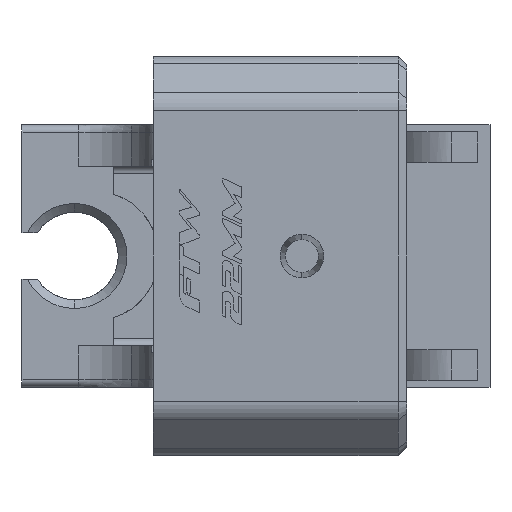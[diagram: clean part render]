
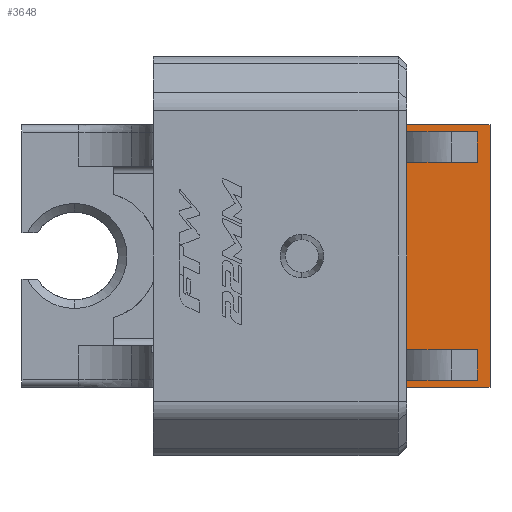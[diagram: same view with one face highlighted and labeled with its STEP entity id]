
A CAD part, left-side view. The second image highlights one B-rep face of the part: STEP entity #3648.
In plain terms, the highlighted planar face has unit normal (-1, 0, 0).
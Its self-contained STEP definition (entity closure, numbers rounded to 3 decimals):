
#450 = EDGE_CURVE ( 'NONE', #15174, #18793, #12591, .T. ) ;
#451 = VERTEX_POINT ( 'NONE', #6728 ) ;
#692 = VECTOR ( 'NONE', #24734, 1000. ) ;
#694 = VECTOR ( 'NONE', #18718, 1000. ) ;
#1021 = DIRECTION ( 'NONE',  ( 0., 0., 1. ) ) ;
#3003 = CARTESIAN_POINT ( 'NONE',  ( 7.5, -10.043, 10.7 ) ) ;
#3595 = EDGE_CURVE ( 'NONE', #451, #6211, #35445, .T. ) ;
#3648 = ADVANCED_FACE ( 'NONE', ( #4442 ), #12544, .T. ) ;
#4097 = EDGE_CURVE ( 'NONE', #33578, #7115, #9326, .T. ) ;
#4131 = CARTESIAN_POINT ( 'NONE',  ( 7.5, -10.043, 0. ) ) ;
#4247 = DIRECTION ( 'NONE',  ( 0., 0., 1. ) ) ;
#4442 = FACE_OUTER_BOUND ( 'NONE', #36581, .T. ) ;
#4833 = ORIENTED_EDGE ( 'NONE', *, *, #23284, .F. ) ;
#4990 = VECTOR ( 'NONE', #20335, 1000. ) ;
#5155 = VERTEX_POINT ( 'NONE', #12947 ) ;
#5513 = CARTESIAN_POINT ( 'NONE',  ( 7.5, -41.626, 15. ) ) ;
#5947 = CARTESIAN_POINT ( 'NONE',  ( 7.5, -11.5, 15. ) ) ;
#6041 = ORIENTED_EDGE ( 'NONE', *, *, #23971, .T. ) ;
#6116 = VERTEX_POINT ( 'NONE', #19597 ) ;
#6211 = VERTEX_POINT ( 'NONE', #5947 ) ;
#6479 = DIRECTION ( 'NONE',  ( 0., -1., 0. ) ) ;
#6728 = CARTESIAN_POINT ( 'NONE',  ( 7.5, -11.5, -15. ) ) ;
#6907 = DIRECTION ( 'NONE',  ( 0., -1., 0. ) ) ;
#7115 = VERTEX_POINT ( 'NONE', #3003 ) ;
#8021 = CARTESIAN_POINT ( 'NONE',  ( 7.5, -2., 0. ) ) ;
#8198 = LINE ( 'NONE', #8021, #9087 ) ;
#8232 = EDGE_CURVE ( 'NONE', #6211, #15724, #31431, .T. ) ;
#8243 = CARTESIAN_POINT ( 'NONE',  ( 7.5, -2., -14.2 ) ) ;
#8787 = CARTESIAN_POINT ( 'NONE',  ( 7.5, -41.626, -15. ) ) ;
#8796 = LINE ( 'NONE', #29228, #4990 ) ;
#9087 = VECTOR ( 'NONE', #27885, 1000. ) ;
#9326 = LINE ( 'NONE', #31848, #14245 ) ;
#9366 = ORIENTED_EDGE ( 'NONE', *, *, #32349, .F. ) ;
#9715 = CARTESIAN_POINT ( 'NONE',  ( 7.5, -2., 0. ) ) ;
#9859 = VECTOR ( 'NONE', #11564, 1000. ) ;
#10372 = EDGE_CURVE ( 'NONE', #18793, #15724, #12365, .T. ) ;
#10583 = EDGE_CURVE ( 'NONE', #6116, #12481, #37313, .T. ) ;
#11387 = CARTESIAN_POINT ( 'NONE',  ( 7.5, -2., 0. ) ) ;
#11564 = DIRECTION ( 'NONE',  ( 0., 1., 0. ) ) ;
#12177 = DIRECTION ( 'NONE',  ( -1., 0., 0. ) ) ;
#12365 = LINE ( 'NONE', #9715, #19368 ) ;
#12481 = VERTEX_POINT ( 'NONE', #8243 ) ;
#12544 = PLANE ( 'NONE',  #32366 ) ;
#12591 = LINE ( 'NONE', #17710, #29950 ) ;
#12705 = ORIENTED_EDGE ( 'NONE', *, *, #4097, .F. ) ;
#12941 = CARTESIAN_POINT ( 'NONE',  ( 7.5, -11.5, 0. ) ) ;
#12947 = CARTESIAN_POINT ( 'NONE',  ( 7.5, -10.043, -14.2 ) ) ;
#14245 = VECTOR ( 'NONE', #6479, 1000. ) ;
#14432 = ORIENTED_EDGE ( 'NONE', *, *, #33905, .F. ) ;
#14782 = DIRECTION ( 'NONE',  ( 0., 0., 1. ) ) ;
#15014 = EDGE_CURVE ( 'NONE', #451, #6116, #35456, .T. ) ;
#15174 = VERTEX_POINT ( 'NONE', #32814 ) ;
#15311 = CARTESIAN_POINT ( 'NONE',  ( 7.5, -2., -10.7 ) ) ;
#15572 = DIRECTION ( 'NONE',  ( 0., 0., 1. ) ) ;
#15710 = VECTOR ( 'NONE', #4247, 1000. ) ;
#15724 = VERTEX_POINT ( 'NONE', #35136 ) ;
#16419 = VECTOR ( 'NONE', #6907, 1000. ) ;
#17710 = CARTESIAN_POINT ( 'NONE',  ( 7.5, -41.626, 14.2 ) ) ;
#18148 = CARTESIAN_POINT ( 'NONE',  ( 7.5, -2., 14.2 ) ) ;
#18448 = ORIENTED_EDGE ( 'NONE', *, *, #450, .F. ) ;
#18718 = DIRECTION ( 'NONE',  ( 0., 0., 1. ) ) ;
#18793 = VERTEX_POINT ( 'NONE', #18148 ) ;
#18815 = VERTEX_POINT ( 'NONE', #15311 ) ;
#19368 = VECTOR ( 'NONE', #15572, 1000. ) ;
#19535 = EDGE_CURVE ( 'NONE', #18815, #35685, #8796, .T. ) ;
#19597 = CARTESIAN_POINT ( 'NONE',  ( 7.5, -2., -15. ) ) ;
#20335 = DIRECTION ( 'NONE',  ( 0., -1., 0. ) ) ;
#21318 = DIRECTION ( 'NONE',  ( 0., 1., 0. ) ) ;
#23284 = EDGE_CURVE ( 'NONE', #18815, #33578, #8198, .T. ) ;
#23555 = CARTESIAN_POINT ( 'NONE',  ( 7.5, -41.626, -14.2 ) ) ;
#23971 = EDGE_CURVE ( 'NONE', #15174, #7115, #24928, .T. ) ;
#24401 = LINE ( 'NONE', #35953, #694 ) ;
#24734 = DIRECTION ( 'NONE',  ( 0., 0., -1. ) ) ;
#24928 = LINE ( 'NONE', #4131, #692 ) ;
#25379 = ORIENTED_EDGE ( 'NONE', *, *, #15014, .F. ) ;
#26550 = CARTESIAN_POINT ( 'NONE',  ( 7.5, -41.626, 0. ) ) ;
#27885 = DIRECTION ( 'NONE',  ( 0., 0., 1. ) ) ;
#28733 = ORIENTED_EDGE ( 'NONE', *, *, #19535, .T. ) ;
#29228 = CARTESIAN_POINT ( 'NONE',  ( 7.5, 0., -10.7 ) ) ;
#29950 = VECTOR ( 'NONE', #21318, 1000. ) ;
#29990 = LINE ( 'NONE', #23555, #16419 ) ;
#31385 = VECTOR ( 'NONE', #14782, 1000. ) ;
#31431 = LINE ( 'NONE', #5513, #9859 ) ;
#31848 = CARTESIAN_POINT ( 'NONE',  ( 7.5, 0., 10.7 ) ) ;
#31883 = ORIENTED_EDGE ( 'NONE', *, *, #3595, .T. ) ;
#32059 = DIRECTION ( 'NONE',  ( 0., 1., 0. ) ) ;
#32349 = EDGE_CURVE ( 'NONE', #5155, #35685, #24401, .T. ) ;
#32366 = AXIS2_PLACEMENT_3D ( 'NONE', #26550, #12177, #1021 ) ;
#32716 = CARTESIAN_POINT ( 'NONE',  ( 7.5, -10.043, -10.7 ) ) ;
#32814 = CARTESIAN_POINT ( 'NONE',  ( 7.5, -10.043, 14.2 ) ) ;
#33066 = CARTESIAN_POINT ( 'NONE',  ( 7.5, -2., 10.7 ) ) ;
#33578 = VERTEX_POINT ( 'NONE', #33066 ) ;
#33905 = EDGE_CURVE ( 'NONE', #12481, #5155, #29990, .T. ) ;
#34265 = ORIENTED_EDGE ( 'NONE', *, *, #10372, .F. ) ;
#34382 = VECTOR ( 'NONE', #32059, 1000. ) ;
#34558 = ORIENTED_EDGE ( 'NONE', *, *, #10583, .F. ) ;
#35136 = CARTESIAN_POINT ( 'NONE',  ( 7.5, -2., 15. ) ) ;
#35445 = LINE ( 'NONE', #12941, #15710 ) ;
#35456 = LINE ( 'NONE', #8787, #34382 ) ;
#35678 = ORIENTED_EDGE ( 'NONE', *, *, #8232, .T. ) ;
#35685 = VERTEX_POINT ( 'NONE', #32716 ) ;
#35953 = CARTESIAN_POINT ( 'NONE',  ( 7.5, -10.043, 0. ) ) ;
#36581 = EDGE_LOOP ( 'NONE', ( #28733, #9366, #14432, #34558, #25379, #31883, #35678, #34265, #18448, #6041, #12705, #4833 ) ) ;
#37313 = LINE ( 'NONE', #11387, #31385 ) ;
